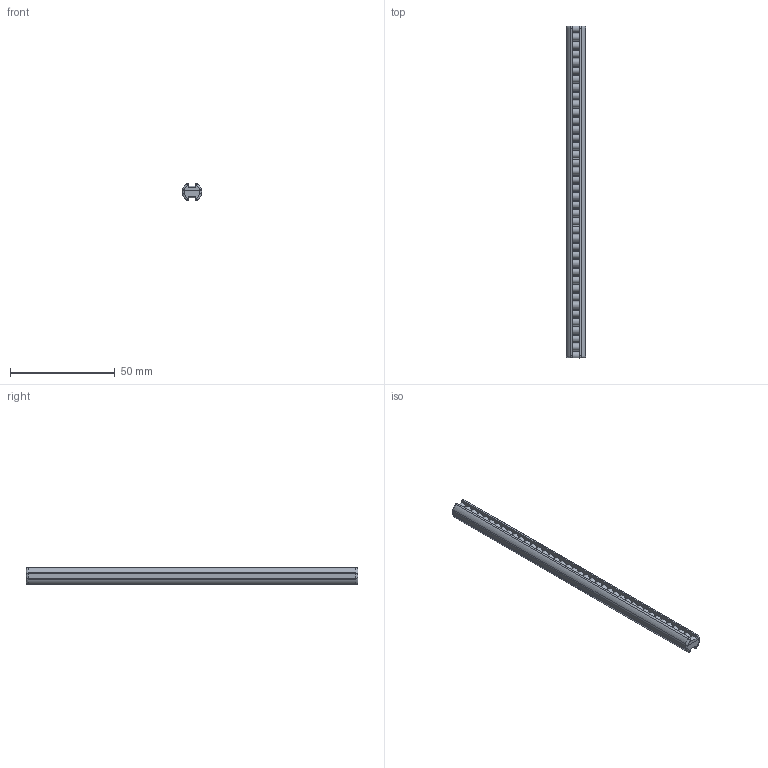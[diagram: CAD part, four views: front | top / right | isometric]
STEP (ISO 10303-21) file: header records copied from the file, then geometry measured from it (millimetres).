
FILE_DESCRIPTION((''),'2;1');
FILE_NAME('M40.stp','2020-04-21T01:31:47',(''),(''),'AutoCAD STEP 2000i','AutoCAD 2000i',', , ');
FILE_SCHEMA(('CONFIG_CONTROL_DESIGN'));
Length unit declared in the file: millimetre
Products named in the file (2): M40; PART1
Assembly tree (1 placements, depth 2):
  M40
    PART1
Bounding box: 9.3 x 158.5 x 8.4 mm (x, y, z)
Volume: 8387 mm3; surface area: 6564.2 mm2
Topology: 1 solids, 1 shells, 284 faces, 842 edges, 560 vertices
Faces by surface type: cylinder 168, plane 88, bspline 28
Entity records: 10377 total; most frequent: CARTESIAN_POINT 2510, ORIENTED_EDGE 1684, DIRECTION 1650, EDGE_CURVE 842, AXIS2_PLACEMENT_3D 606, VERTEX_POINT 560, VECTOR 438, LINE 438
